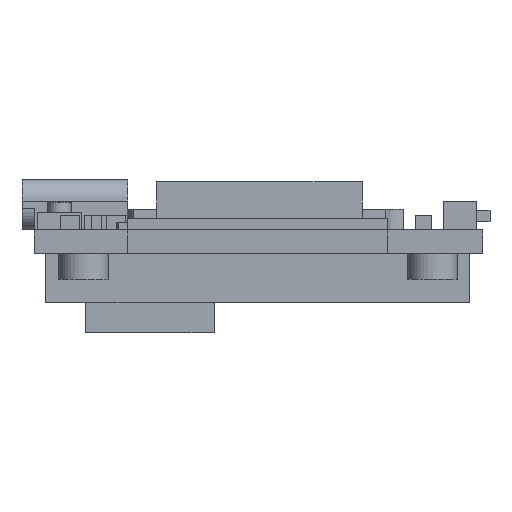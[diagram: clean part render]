
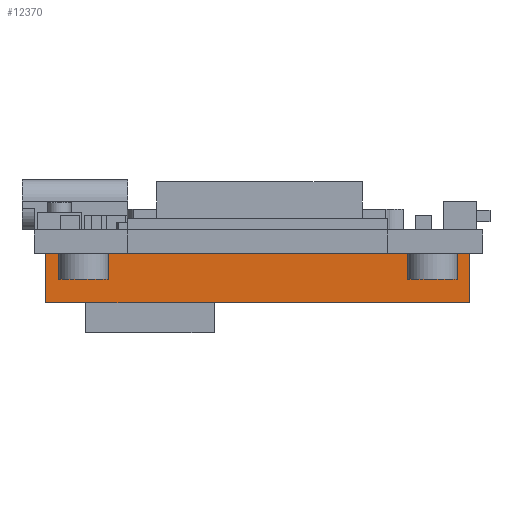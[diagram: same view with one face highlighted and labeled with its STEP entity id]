
A CAD part, front view. The second image highlights one B-rep face of the part: STEP entity #12370.
In plain terms, the highlighted planar face has unit normal (0, -1, 0).
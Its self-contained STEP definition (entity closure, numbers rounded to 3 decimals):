
#2805=DIRECTION('',(-1.,0.,0.));
#2806=VECTOR('',#2805,29.3);
#2807=CARTESIAN_POINT('',(30.096,46.954,-1.6));
#2808=LINE('',#2807,#2806);
#3453=DIRECTION('',(0.,0.,-1.));
#3454=VECTOR('',#3453,3.45);
#3455=CARTESIAN_POINT('',(0.796,46.954,-1.6));
#3456=LINE('',#3455,#3454);
#3457=DIRECTION('',(0.,0.,-1.));
#3458=VECTOR('',#3457,3.45);
#3459=CARTESIAN_POINT('',(30.096,46.954,-1.6));
#3460=LINE('',#3459,#3458);
#3473=DIRECTION('',(-1.,0.,0.));
#3474=VECTOR('',#3473,29.3);
#3475=CARTESIAN_POINT('',(30.096,46.954,-5.05));
#3476=LINE('',#3475,#3474);
#8870=CARTESIAN_POINT('',(30.096,46.954,-5.05));
#8872=VERTEX_POINT('',#8870);
#8873=CARTESIAN_POINT('',(0.796,46.954,-5.05));
#8874=VERTEX_POINT('',#8873);
#8878=CARTESIAN_POINT('',(30.096,46.954,-1.6));
#8880=VERTEX_POINT('',#8878);
#8881=CARTESIAN_POINT('',(0.796,46.954,-1.6));
#8882=VERTEX_POINT('',#8881);
#12358=CARTESIAN_POINT('',(30.096,46.954,-1.6));
#12359=DIRECTION('',(0.,-1.,0.));
#12360=DIRECTION('',(-1.,0.,0.));
#12361=AXIS2_PLACEMENT_3D('',#12358,#12359,#12360);
#12362=PLANE('',#12361);
#12363=ORIENTED_EDGE('',*,*,#10740,.F.);
#12364=ORIENTED_EDGE('',*,*,#12325,.T.);
#12366=ORIENTED_EDGE('',*,*,#12365,.T.);
#12367=ORIENTED_EDGE('',*,*,#12350,.F.);
#12368=EDGE_LOOP('',(#12363,#12364,#12366,#12367));
#12369=FACE_OUTER_BOUND('',#12368,.F.);
#10740=EDGE_CURVE('',#8880,#8882,#2808,.T.);
#12325=EDGE_CURVE('',#8880,#8872,#3460,.T.);
#12350=EDGE_CURVE('',#8882,#8874,#3456,.T.);
#12365=EDGE_CURVE('',#8872,#8874,#3476,.T.);
#12370=ADVANCED_FACE('',(#12369),#12362,.T.);
